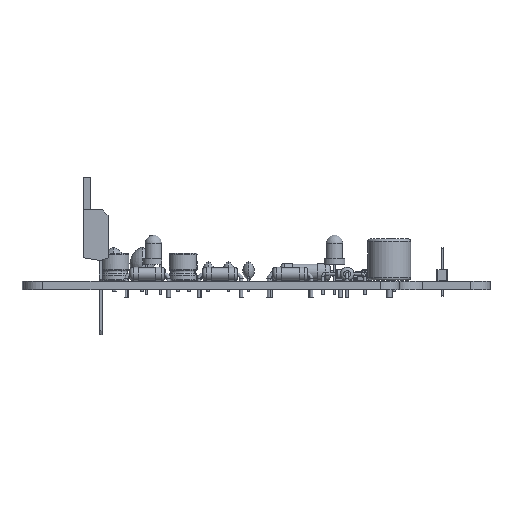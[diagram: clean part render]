
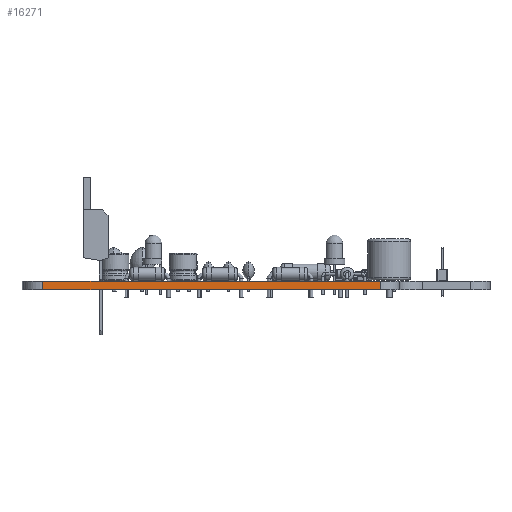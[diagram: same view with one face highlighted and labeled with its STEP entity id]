
A CAD part, left-side view. The second image highlights one B-rep face of the part: STEP entity #16271.
In plain terms, the highlighted planar face has unit normal (-1, -0.002, 0).
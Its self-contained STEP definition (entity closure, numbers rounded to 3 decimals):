
#12310 = VERTEX_POINT('',#12311);
#12311 = CARTESIAN_POINT('',(93.6,-36.7,0.));
#12318 = EDGE_CURVE('',#12319,#12310,#12321,.T.);
#12319 = VERTEX_POINT('',#12320);
#12320 = CARTESIAN_POINT('',(93.7,-97.8,0.));
#12321 = LINE('',#12322,#12323);
#12322 = CARTESIAN_POINT('',(93.7,-97.8,0.));
#12323 = VECTOR('',#12324,1.);
#12324 = DIRECTION('',(-0.002,1.,0.));
#14277 = VERTEX_POINT('',#14278);
#14278 = CARTESIAN_POINT('',(93.6,-36.7,1.51));
#14285 = EDGE_CURVE('',#14286,#14277,#14288,.T.);
#14286 = VERTEX_POINT('',#14287);
#14287 = CARTESIAN_POINT('',(93.7,-97.8,1.51));
#14288 = LINE('',#14289,#14290);
#14289 = CARTESIAN_POINT('',(93.7,-97.8,1.51));
#14290 = VECTOR('',#14291,1.);
#14291 = DIRECTION('',(-0.002,1.,0.));
#16241 = EDGE_CURVE('',#12310,#14277,#16242,.T.);
#16242 = LINE('',#16243,#16244);
#16243 = CARTESIAN_POINT('',(93.6,-36.7,0.));
#16244 = VECTOR('',#16245,1.);
#16245 = DIRECTION('',(0.,0.,1.));
#16271 = ADVANCED_FACE('',(#16272),#16283,.T.);
#16272 = FACE_BOUND('',#16273,.T.);
#16273 = EDGE_LOOP('',(#16274,#16280,#16281,#16282));
#16274 = ORIENTED_EDGE('',*,*,#16275,.T.);
#16275 = EDGE_CURVE('',#12319,#14286,#16276,.T.);
#16276 = LINE('',#16277,#16278);
#16277 = CARTESIAN_POINT('',(93.7,-97.8,0.));
#16278 = VECTOR('',#16279,1.);
#16279 = DIRECTION('',(0.,0.,1.));
#16280 = ORIENTED_EDGE('',*,*,#14285,.T.);
#16281 = ORIENTED_EDGE('',*,*,#16241,.F.);
#16282 = ORIENTED_EDGE('',*,*,#12318,.F.);
#16283 = PLANE('',#16284);
#16284 = AXIS2_PLACEMENT_3D('',#16285,#16286,#16287);
#16285 = CARTESIAN_POINT('',(93.7,-97.8,0.));
#16286 = DIRECTION('',(-1.,-0.002,0.));
#16287 = DIRECTION('',(-0.002,1.,0.));
